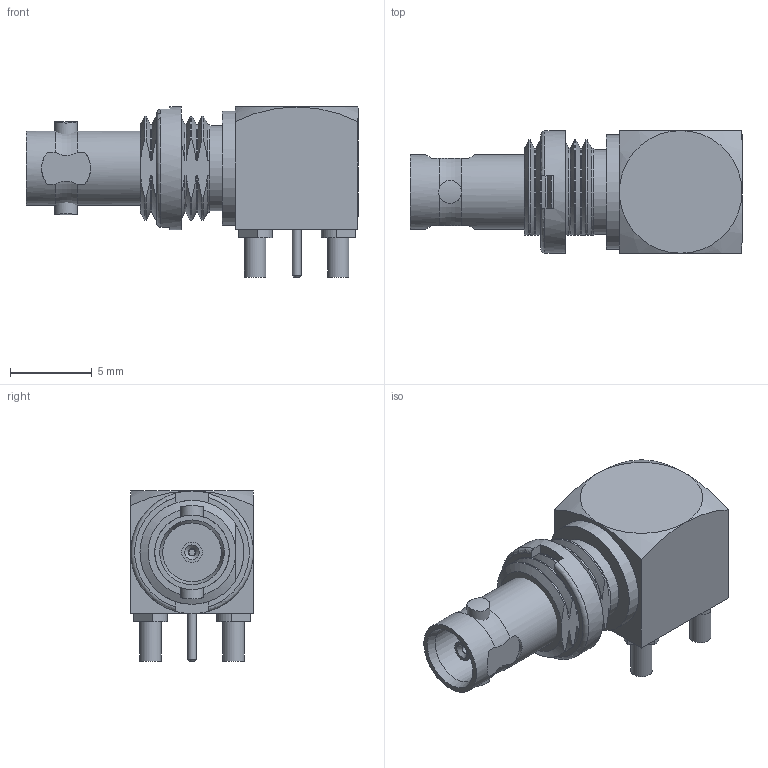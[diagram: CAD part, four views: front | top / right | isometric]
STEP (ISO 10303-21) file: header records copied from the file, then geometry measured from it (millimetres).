
FILE_DESCRIPTION(/* description */ (''),/* implementation_level */ '2;1');
FILE_NAME(/* name */ 'AMPHENOL_34-1030-12G.stp',/* time_stamp */ '2017-02-21T11:40:07+01:00',/* author */ ('jchouvet'),/* organization */ (''),/* preprocessor_version */ 'ST-DEVELOPER v16.1',/* originating_system */ 'AutoCAD Mechanical',/* authorisation */ '');
FILE_SCHEMA (('AUTOMOTIVE_DESIGN { 1 0 10303 214 3 1 1 }'));
Length unit declared in the file: millimetre
Products named in the file (1): Product
Bounding box: 20.3 x 7.5 x 10.4 mm (x, y, z)
Volume: 602.8 mm3; surface area: 1447.1 mm2
Topology: 26 solids, 26 shells, 179 faces, 373 edges, 246 vertices
Faces by surface type: plane 95, cylinder 54, cone 22, sphere 4, torus 4
Full cylindrical faces by diameter (mm): 0.39 x1, 0.45 x1, 0.53 x1, 0.59 x1, 1.25 x1, 1.3 x4, 1.4 x2, 3.59 x1, 3.6 x1, 4.55 x2, 4.7 x1, 5.2 x1, 5.6 x1, 5.7 x1, 6.35 x1, 7 x1, 7.5 x1
Entity records: 4753 total; most frequent: CARTESIAN_POINT 1052, DIRECTION 783, ORIENTED_EDGE 678, EDGE_CURVE 339, AXIS2_PLACEMENT_3D 319, VERTEX_POINT 238, EDGE_LOOP 211, FACE_OUTER_BOUND 179
